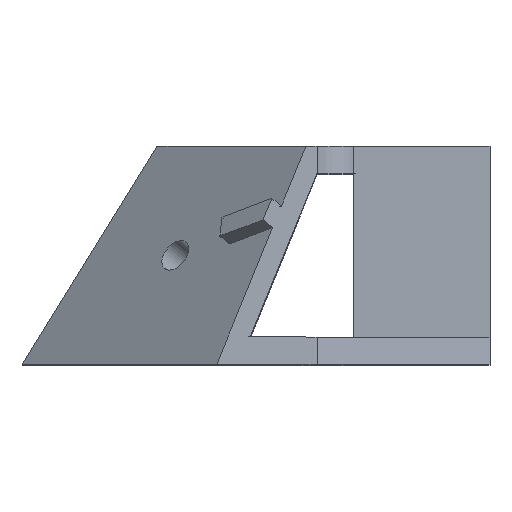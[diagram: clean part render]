
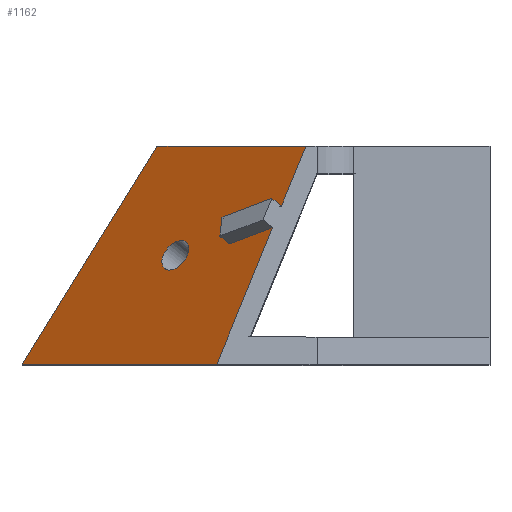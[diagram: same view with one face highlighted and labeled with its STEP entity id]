
A CAD part, top view. The second image highlights one B-rep face of the part: STEP entity #1162.
In plain terms, the highlighted planar face has unit normal (-0.612, 0.5, 0.612).
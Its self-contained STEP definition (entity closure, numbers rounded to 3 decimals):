
#33=FACE_BOUND('',#155,.T.);
#47=CIRCLE('',#1243,1.1);
#94=FACE_OUTER_BOUND('',#154,.T.);
#154=EDGE_LOOP('',(#845,#846,#847,#848,#849,#850,#851,#852));
#155=EDGE_LOOP('',(#853));
#239=LINE('',#1709,#377);
#243=LINE('',#1717,#381);
#246=LINE('',#1723,#384);
#258=LINE('',#1752,#396);
#259=LINE('',#1754,#397);
#260=LINE('',#1756,#398);
#261=LINE('',#1758,#399);
#262=LINE('',#1759,#400);
#377=VECTOR('',#1376,10.);
#381=VECTOR('',#1382,10.);
#384=VECTOR('',#1387,10.);
#396=VECTOR('',#1413,10.);
#397=VECTOR('',#1414,10.);
#398=VECTOR('',#1415,10.);
#399=VECTOR('',#1416,10.);
#400=VECTOR('',#1417,10.);
#508=VERTEX_POINT('',#1707);
#509=VERTEX_POINT('',#1708);
#512=VERTEX_POINT('',#1716);
#514=VERTEX_POINT('',#1722);
#516=VERTEX_POINT('',#1730);
#524=VERTEX_POINT('',#1751);
#525=VERTEX_POINT('',#1753);
#526=VERTEX_POINT('',#1755);
#527=VERTEX_POINT('',#1757);
#627=EDGE_CURVE('',#508,#509,#239,.T.);
#631=EDGE_CURVE('',#509,#512,#243,.T.);
#634=EDGE_CURVE('',#512,#514,#246,.T.);
#638=EDGE_CURVE('',#516,#516,#47,.T.);
#648=EDGE_CURVE('',#524,#514,#258,.T.);
#649=EDGE_CURVE('',#524,#525,#259,.T.);
#650=EDGE_CURVE('',#525,#526,#260,.T.);
#651=EDGE_CURVE('',#527,#526,#261,.T.);
#652=EDGE_CURVE('',#508,#527,#262,.T.);
#845=ORIENTED_EDGE('',*,*,#634,.T.);
#846=ORIENTED_EDGE('',*,*,#648,.F.);
#847=ORIENTED_EDGE('',*,*,#649,.T.);
#848=ORIENTED_EDGE('',*,*,#650,.T.);
#849=ORIENTED_EDGE('',*,*,#651,.F.);
#850=ORIENTED_EDGE('',*,*,#652,.F.);
#851=ORIENTED_EDGE('',*,*,#627,.T.);
#852=ORIENTED_EDGE('',*,*,#631,.T.);
#853=ORIENTED_EDGE('',*,*,#638,.T.);
#1118=PLANE('',#1247);
#1162=ADVANCED_FACE('',(#94,#33),#1118,.T.);
#1243=AXIS2_PLACEMENT_3D('',#1731,#1395,#1396);
#1247=AXIS2_PLACEMENT_3D('',#1750,#1411,#1412);
#1376=DIRECTION('',(-0.785,-0.296,-0.544));
#1382=DIRECTION('',(0.09,0.814,-0.574));
#1387=DIRECTION('',(0.785,0.296,0.544));
#1395=DIRECTION('center_axis',(0.612,-0.5,-0.612));
#1396=DIRECTION('ref_axis',(0.707,0.,0.707));
#1411=DIRECTION('center_axis',(-0.612,0.5,0.612));
#1412=DIRECTION('ref_axis',(0.354,0.866,-0.354));
#1413=DIRECTION('',(-0.354,-0.866,0.354));
#1414=DIRECTION('',(-0.707,0.,-0.707));
#1415=DIRECTION('',(-0.519,-0.839,0.166));
#1416=DIRECTION('',(-0.707,0.,-0.707));
#1417=DIRECTION('',(-0.354,-0.866,0.354));
#1707=CARTESIAN_POINT('',(0.546,8.768,28.396));
#1708=CARTESIAN_POINT('',(-2.226,7.723,26.478));
#1709=CARTESIAN_POINT('',(-2.2,7.732,26.496));
#1716=CARTESIAN_POINT('',(-2.09,8.943,25.617));
#1717=CARTESIAN_POINT('',(-2.588,4.462,28.778));
#1722=CARTESIAN_POINT('',(1.11,10.15,27.832));
#1723=CARTESIAN_POINT('',(-0.464,9.557,26.743));
#1730=CARTESIAN_POINT('',(-6.47,7.,22.824));
#1731=CARTESIAN_POINT('Origin',(-5.692,7.,23.601));
#1750=CARTESIAN_POINT('Origin',(-3.033,0.,
31.976));
#1751=CARTESIAN_POINT('',(2.682,14.,26.26));
#1752=CARTESIAN_POINT('',(2.682,14.,26.26));
#1753=CARTESIAN_POINT('',(-6.879,14.,16.7));
#1754=CARTESIAN_POINT('',(2.682,14.,26.26));
#1755=CARTESIAN_POINT('',(-15.54,0.,19.47));
#1756=CARTESIAN_POINT('',(-12.149,5.48,18.385));
#1757=CARTESIAN_POINT('',(-3.033,0.,31.976));
#1758=CARTESIAN_POINT('',(-3.033,0.,31.976));
#1759=CARTESIAN_POINT('',(2.682,14.,26.26));
